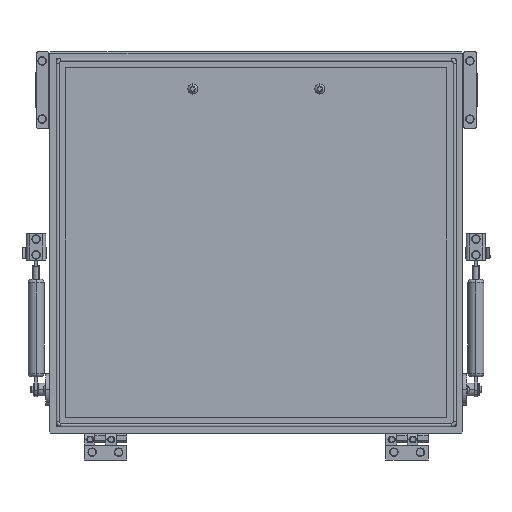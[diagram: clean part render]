
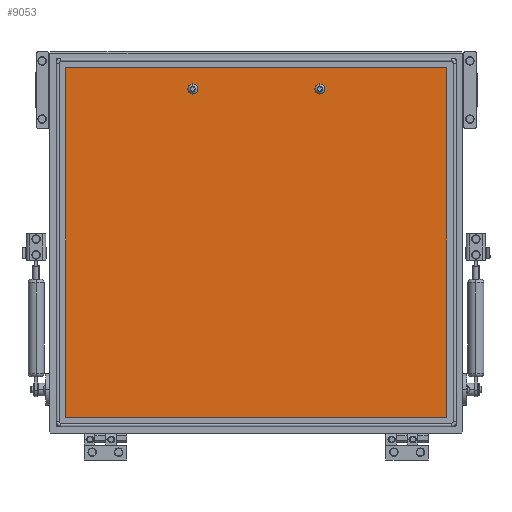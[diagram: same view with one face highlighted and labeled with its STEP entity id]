
A CAD part, front view. The second image highlights one B-rep face of the part: STEP entity #9053.
In plain terms, the highlighted planar face has unit normal (0, -1, 0).
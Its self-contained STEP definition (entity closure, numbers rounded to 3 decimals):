
#144 = CARTESIAN_POINT ( 'NONE',  ( 60., 22.5, 147.75 ) ) ;
#1022 = VERTEX_POINT ( 'NONE', #1557 ) ;
#1557 = CARTESIAN_POINT ( 'NONE',  ( -60., 22.5, 142.25 ) ) ;
#1689 = EDGE_CURVE ( 'NONE', #7608, #1022, #13942, .T. ) ;
#1980 = DIRECTION ( 'NONE',  ( 0., -1., 0. ) ) ;
#2243 = FACE_BOUND ( 'NONE', #9715, .T. ) ;
#2630 = ORIENTED_EDGE ( 'NONE', *, *, #28247, .T. ) ;
#2782 = CARTESIAN_POINT ( 'NONE',  ( -180., 22.5, 165. ) ) ;
#3326 = VERTEX_POINT ( 'NONE', #13884 ) ;
#3340 = EDGE_CURVE ( 'NONE', #9205, #27743, #33496, .T. ) ;
#3402 = VERTEX_POINT ( 'NONE', #2782 ) ;
#3638 = EDGE_CURVE ( 'NONE', #17163, #3402, #38239, .T. ) ;
#5991 = DIRECTION ( 'NONE',  ( 0., -1., 0. ) ) ;
#7608 = VERTEX_POINT ( 'NONE', #17025 ) ;
#7660 = ORIENTED_EDGE ( 'NONE', *, *, #1689, .F. ) ;
#8319 = DIRECTION ( 'NONE',  ( 0., 0., -1. ) ) ;
#9053 = ADVANCED_FACE ( 'NONE', ( #20851, #2243, #15119 ), #20655, .T. ) ;
#9205 = VERTEX_POINT ( 'NONE', #144 ) ;
#9715 = EDGE_LOOP ( 'NONE', ( #39365, #13581 ) ) ;
#10158 = CARTESIAN_POINT ( 'NONE',  ( -180., 22.5, 165. ) ) ;
#10391 = DIRECTION ( 'NONE',  ( 0., -1., 0. ) ) ;
#10465 = VECTOR ( 'NONE', #39471, 1000. ) ;
#10542 = ORIENTED_EDGE ( 'NONE', *, *, #40083, .F. ) ;
#10605 = VECTOR ( 'NONE', #34390, 1000. ) ;
#10803 = LINE ( 'NONE', #38680, #10605 ) ;
#11562 = CARTESIAN_POINT ( 'NONE',  ( -60., 22.5, 145. ) ) ;
#11932 = AXIS2_PLACEMENT_3D ( 'NONE', #23669, #1980, #8319 ) ;
#11981 = EDGE_CURVE ( 'NONE', #17415, #17163, #29974, .T. ) ;
#13495 = DIRECTION ( 'NONE',  ( 0., -1., 0. ) ) ;
#13581 = ORIENTED_EDGE ( 'NONE', *, *, #26986, .F. ) ;
#13884 = CARTESIAN_POINT ( 'NONE',  ( -180., 22.5, -165. ) ) ;
#13942 = CIRCLE ( 'NONE', #26963, 2.75 ) ;
#14734 = CARTESIAN_POINT ( 'NONE',  ( -180., 22.5, 165. ) ) ;
#14770 = EDGE_LOOP ( 'NONE', ( #20886, #2630, #27895, #25077 ) ) ;
#15119 = FACE_OUTER_BOUND ( 'NONE', #14770, .T. ) ;
#15221 = DIRECTION ( 'NONE',  ( 0., 0., -1. ) ) ;
#16870 = AXIS2_PLACEMENT_3D ( 'NONE', #14734, #24306, #36858 ) ;
#17025 = CARTESIAN_POINT ( 'NONE',  ( -60., 22.5, 147.75 ) ) ;
#17163 = VERTEX_POINT ( 'NONE', #39278 ) ;
#17415 = VERTEX_POINT ( 'NONE', #19942 ) ;
#18984 = EDGE_CURVE ( 'NONE', #3402, #3326, #36399, .T. ) ;
#19942 = CARTESIAN_POINT ( 'NONE',  ( 180., 22.5, -165. ) ) ;
#19950 = VECTOR ( 'NONE', #36790, 1000. ) ;
#19985 = CARTESIAN_POINT ( 'NONE',  ( 180., 22.5, 165. ) ) ;
#20655 = PLANE ( 'NONE',  #16870 ) ;
#20851 = FACE_BOUND ( 'NONE', #30201, .T. ) ;
#20886 = ORIENTED_EDGE ( 'NONE', *, *, #18984, .T. ) ;
#20995 = AXIS2_PLACEMENT_3D ( 'NONE', #11562, #5991, #15221 ) ;
#22826 = DIRECTION ( 'NONE',  ( -1., 0., 0. ) ) ;
#23669 = CARTESIAN_POINT ( 'NONE',  ( 60., 22.5, 145. ) ) ;
#24049 = CARTESIAN_POINT ( 'NONE',  ( -180., 22.5, 165. ) ) ;
#24306 = DIRECTION ( 'NONE',  ( 0., -1., 0. ) ) ;
#25077 = ORIENTED_EDGE ( 'NONE', *, *, #3638, .T. ) ;
#25727 = CARTESIAN_POINT ( 'NONE',  ( 60., 22.5, 145. ) ) ;
#26963 = AXIS2_PLACEMENT_3D ( 'NONE', #35166, #10391, #28781 ) ;
#26986 = EDGE_CURVE ( 'NONE', #27743, #9205, #30403, .T. ) ;
#27145 = AXIS2_PLACEMENT_3D ( 'NONE', #25727, #13495, #35389 ) ;
#27743 = VERTEX_POINT ( 'NONE', #33630 ) ;
#27895 = ORIENTED_EDGE ( 'NONE', *, *, #11981, .T. ) ;
#28247 = EDGE_CURVE ( 'NONE', #3326, #17415, #10803, .T. ) ;
#28781 = DIRECTION ( 'NONE',  ( 0., 0., -1. ) ) ;
#29974 = LINE ( 'NONE', #19985, #10465 ) ;
#30201 = EDGE_LOOP ( 'NONE', ( #7660, #10542 ) ) ;
#30403 = CIRCLE ( 'NONE', #27145, 2.75 ) ;
#30833 = VECTOR ( 'NONE', #22826, 1000. ) ;
#33496 = CIRCLE ( 'NONE', #11932, 2.75 ) ;
#33630 = CARTESIAN_POINT ( 'NONE',  ( 60., 22.5, 142.25 ) ) ;
#34390 = DIRECTION ( 'NONE',  ( 1., 0., 0. ) ) ;
#35166 = CARTESIAN_POINT ( 'NONE',  ( -60., 22.5, 145. ) ) ;
#35389 = DIRECTION ( 'NONE',  ( 0., 0., -1. ) ) ;
#36399 = LINE ( 'NONE', #24049, #19950 ) ;
#36790 = DIRECTION ( 'NONE',  ( 0., 0., -1. ) ) ;
#36858 = DIRECTION ( 'NONE',  ( 0., 0., -1. ) ) ;
#38239 = LINE ( 'NONE', #10158, #30833 ) ;
#38680 = CARTESIAN_POINT ( 'NONE',  ( -180., 22.5, -165. ) ) ;
#38733 = CIRCLE ( 'NONE', #20995, 2.75 ) ;
#39278 = CARTESIAN_POINT ( 'NONE',  ( 180., 22.5, 165. ) ) ;
#39365 = ORIENTED_EDGE ( 'NONE', *, *, #3340, .F. ) ;
#39471 = DIRECTION ( 'NONE',  ( 0., 0., 1. ) ) ;
#40083 = EDGE_CURVE ( 'NONE', #1022, #7608, #38733, .T. ) ;
